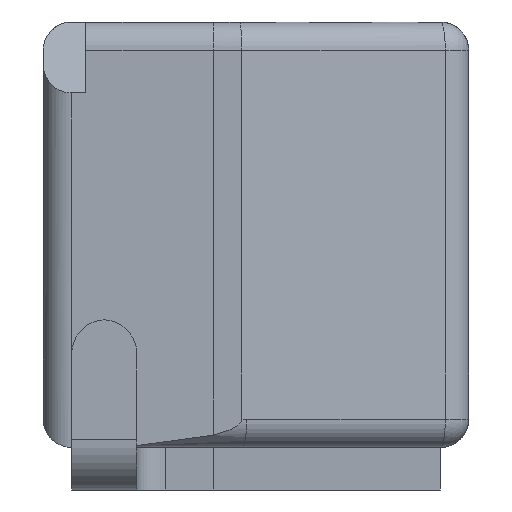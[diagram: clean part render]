
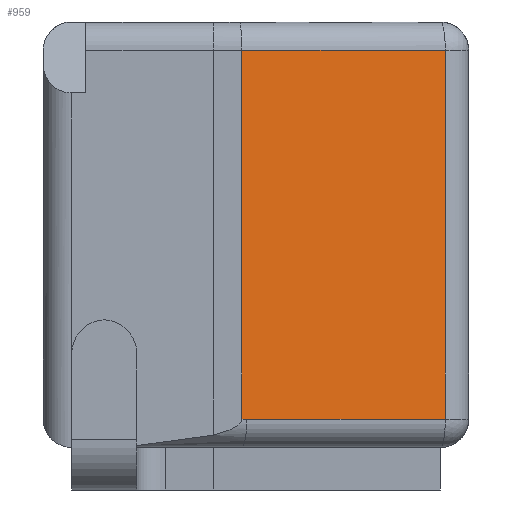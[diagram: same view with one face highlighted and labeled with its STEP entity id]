
A CAD part, left-side view. The second image highlights one B-rep face of the part: STEP entity #959.
In plain terms, the highlighted planar face has unit normal (-0.985, -0.174, 0).
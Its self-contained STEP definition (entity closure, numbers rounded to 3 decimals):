
#51 = CARTESIAN_POINT ( 'NONE',  ( -2.225, -0.05, -0.65 ) ) ;
#295 = ORIENTED_EDGE ( 'NONE', *, *, #2992, .T. ) ;
#315 = EDGE_CURVE ( 'NONE', #1497, #426, #1052, .T. ) ;
#323 = ORIENTED_EDGE ( 'NONE', *, *, #2644, .T. ) ;
#330 = ORIENTED_EDGE ( 'NONE', *, *, #315, .T. ) ;
#331 = CARTESIAN_POINT ( 'NONE',  ( -2.099, -0.767, -0.65 ) ) ;
#426 = VERTEX_POINT ( 'NONE', #2893 ) ;
#665 = CARTESIAN_POINT ( 'NONE',  ( -2.099, -0.767, 0.75 ) ) ;
#683 = VERTEX_POINT ( 'NONE', #331 ) ;
#878 = CARTESIAN_POINT ( 'NONE',  ( -2.099, -0.767, 0.65 ) ) ;
#953 = CARTESIAN_POINT ( 'NONE',  ( -2.166, -0.382, -0.65 ) ) ;
#959 = ADVANCED_FACE ( 'NONE', ( #1236 ), #3187, .F. ) ;
#1052 = LINE ( 'NONE', #2298, #2529 ) ;
#1236 = FACE_OUTER_BOUND ( 'NONE', #3021, .T. ) ;
#1335 = DIRECTION ( 'NONE',  ( 0.174, -0.985, 0. ) ) ;
#1435 = LINE ( 'NONE', #953, #2070 ) ;
#1497 = VERTEX_POINT ( 'NONE', #51 ) ;
#1538 = DIRECTION ( 'NONE',  ( 0., 0., -1. ) ) ;
#1541 = VECTOR ( 'NONE', #2134, 1000. ) ;
#1660 = DIRECTION ( 'NONE',  ( -0.174, 0.985, 0. ) ) ;
#1661 = CARTESIAN_POINT ( 'NONE',  ( -2.225, -0.05, 0.65 ) ) ;
#1696 = LINE ( 'NONE', #665, #1541 ) ;
#1782 = AXIS2_PLACEMENT_3D ( 'NONE', #3219, #2695, #1660 ) ;
#1800 = EDGE_CURVE ( 'NONE', #683, #3169, #1696, .T. ) ;
#1812 = VECTOR ( 'NONE', #1538, 1000. ) ;
#1920 = LINE ( 'NONE', #2249, #1812 ) ;
#2070 = VECTOR ( 'NONE', #2424, 1000. ) ;
#2081 = EDGE_CURVE ( 'NONE', #3169, #2149, #2393, .T. ) ;
#2112 = DIRECTION ( 'NONE',  ( -0.174, 0.985, 0. ) ) ;
#2134 = DIRECTION ( 'NONE',  ( 0., 0., 1. ) ) ;
#2149 = VERTEX_POINT ( 'NONE', #2855 ) ;
#2193 = ORIENTED_EDGE ( 'NONE', *, *, #1800, .T. ) ;
#2249 = CARTESIAN_POINT ( 'NONE',  ( -2.225, -0.05, 0.75 ) ) ;
#2298 = CARTESIAN_POINT ( 'NONE',  ( -2.166, -0.382, -0.65 ) ) ;
#2349 = ORIENTED_EDGE ( 'NONE', *, *, #2081, .T. ) ;
#2393 = LINE ( 'NONE', #1661, #3107 ) ;
#2424 = DIRECTION ( 'NONE',  ( 0.174, -0.985, 0. ) ) ;
#2529 = VECTOR ( 'NONE', #1335, 1000. ) ;
#2644 = EDGE_CURVE ( 'NONE', #426, #683, #1435, .T. ) ;
#2695 = DIRECTION ( 'NONE',  ( 0.985, 0.174, 0. ) ) ;
#2855 = CARTESIAN_POINT ( 'NONE',  ( -2.225, -0.05, 0.65 ) ) ;
#2893 = CARTESIAN_POINT ( 'NONE',  ( -2.222, -0.067, -0.65 ) ) ;
#2992 = EDGE_CURVE ( 'NONE', #2149, #1497, #1920, .T. ) ;
#3021 = EDGE_LOOP ( 'NONE', ( #2193, #2349, #295, #330, #323 ) ) ;
#3107 = VECTOR ( 'NONE', #2112, 1000. ) ;
#3169 = VERTEX_POINT ( 'NONE', #878 ) ;
#3187 = PLANE ( 'NONE',  #1782 ) ;
#3219 = CARTESIAN_POINT ( 'NONE',  ( -2.166, -0.382, 0.75 ) ) ;
